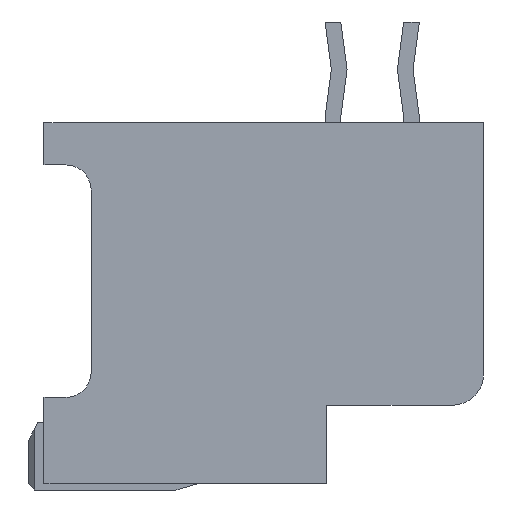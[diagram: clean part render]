
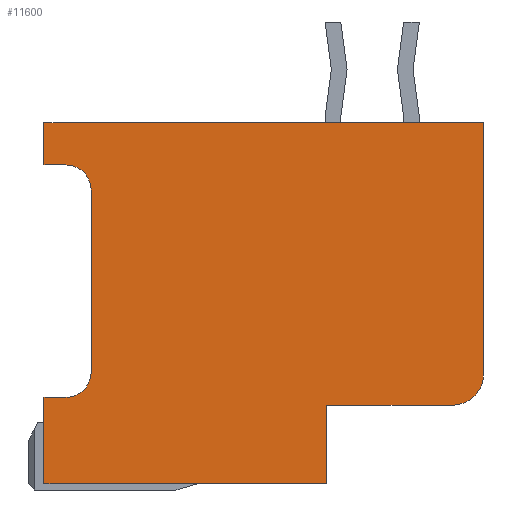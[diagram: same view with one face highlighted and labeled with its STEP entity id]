
A CAD part, left-side view. The second image highlights one B-rep face of the part: STEP entity #11600.
In plain terms, the highlighted planar face has unit normal (-1, 0, 0).
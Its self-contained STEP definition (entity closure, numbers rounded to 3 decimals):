
#3992=DIRECTION('',(0.,-1.,0.));
#3993=VECTOR('',#3992,14.);
#3994=CARTESIAN_POINT('',(-5.7,7.,5.05));
#3995=LINE('',#3994,#3993);
#3996=DIRECTION('',(0.,0.,-1.));
#3997=VECTOR('',#3996,8.);
#3998=CARTESIAN_POINT('',(-5.7,-7.,5.05));
#3999=LINE('',#3998,#3997);
#4000=CARTESIAN_POINT('',(-5.7,-6.,-2.95));
#4001=DIRECTION('',(1.,0.,0.));
#4002=DIRECTION('',(0.,-1.,0.));
#4003=AXIS2_PLACEMENT_3D('',#4000,#4001,#4002);
#4005=DIRECTION('',(0.,1.,0.));
#4006=VECTOR('',#4005,4.);
#4007=CARTESIAN_POINT('',(-5.7,-6.,-3.95));
#4008=LINE('',#4007,#4006);
#4009=DIRECTION('',(0.,0.,-1.));
#4010=VECTOR('',#4009,2.5);
#4011=CARTESIAN_POINT('',(-5.7,-2.,-3.95));
#4012=LINE('',#4011,#4010);
#4013=DIRECTION('',(0.,1.,0.));
#4014=VECTOR('',#4013,9.);
#4015=CARTESIAN_POINT('',(-5.7,-2.,-6.45));
#4016=LINE('',#4015,#4014);
#4017=DIRECTION('',(0.,0.,1.));
#4018=VECTOR('',#4017,2.75);
#4019=CARTESIAN_POINT('',(-5.7,7.,-6.45));
#4020=LINE('',#4019,#4018);
#4021=DIRECTION('',(0.,-1.,0.));
#4022=VECTOR('',#4021,0.7);
#4023=CARTESIAN_POINT('',(-5.7,7.,-3.7));
#4024=LINE('',#4023,#4022);
#4025=CARTESIAN_POINT('',(-5.7,6.3,-2.9));
#4026=DIRECTION('',(-1.,0.,0.));
#4027=DIRECTION('',(0.,0.,-1.));
#4028=AXIS2_PLACEMENT_3D('',#4025,#4026,#4027);
#4030=DIRECTION('',(0.,0.,1.));
#4031=VECTOR('',#4030,5.8);
#4032=CARTESIAN_POINT('',(-5.7,5.5,-2.9));
#4033=LINE('',#4032,#4031);
#4034=CARTESIAN_POINT('',(-5.7,6.3,2.9));
#4035=DIRECTION('',(-1.,0.,0.));
#4036=DIRECTION('',(0.,-1.,0.));
#4037=AXIS2_PLACEMENT_3D('',#4034,#4035,#4036);
#4039=DIRECTION('',(0.,1.,0.));
#4040=VECTOR('',#4039,0.7);
#4041=CARTESIAN_POINT('',(-5.7,6.3,3.7));
#4042=LINE('',#4041,#4040);
#4043=DIRECTION('',(0.,0.,1.));
#4044=VECTOR('',#4043,1.35);
#4045=CARTESIAN_POINT('',(-5.7,7.,3.7));
#4046=LINE('',#4045,#4044);
#4567=CARTESIAN_POINT('',(-5.7,7.,5.05));
#4568=CARTESIAN_POINT('',(-5.7,-7.,5.05));
#4569=VERTEX_POINT('',#4567);
#4570=VERTEX_POINT('',#4568);
#4571=CARTESIAN_POINT('',(-5.7,-7.,-2.95));
#4572=VERTEX_POINT('',#4571);
#4573=CARTESIAN_POINT('',(-5.7,-6.,-3.95));
#4574=VERTEX_POINT('',#4573);
#4575=CARTESIAN_POINT('',(-5.7,-2.,-3.95));
#4576=VERTEX_POINT('',#4575);
#4577=CARTESIAN_POINT('',(-5.7,-2.,-6.45));
#4578=VERTEX_POINT('',#4577);
#4579=CARTESIAN_POINT('',(-5.7,7.,-6.45));
#4580=VERTEX_POINT('',#4579);
#4581=CARTESIAN_POINT('',(-5.7,7.,-3.7));
#4582=VERTEX_POINT('',#4581);
#4597=CARTESIAN_POINT('',(-5.7,6.3,-3.7));
#4598=VERTEX_POINT('',#4597);
#4599=CARTESIAN_POINT('',(-5.7,5.5,-2.9));
#4600=VERTEX_POINT('',#4599);
#4601=CARTESIAN_POINT('',(-5.7,5.5,2.9));
#4602=VERTEX_POINT('',#4601);
#4603=CARTESIAN_POINT('',(-5.7,6.3,3.7));
#4604=VERTEX_POINT('',#4603);
#4605=CARTESIAN_POINT('',(-5.7,7.,3.7));
#4606=VERTEX_POINT('',#4605);
#11580=CARTESIAN_POINT('',(-5.7,0.,0.));
#11581=DIRECTION('',(1.,0.,0.));
#11582=DIRECTION('',(0.,0.,-1.));
#11583=AXIS2_PLACEMENT_3D('',#11580,#11581,#11582);
#11584=PLANE('',#11583);
#11585=ORIENTED_EDGE('',*,*,#11574,.T.);
#11586=ORIENTED_EDGE('',*,*,#11385,.T.);
#11587=ORIENTED_EDGE('',*,*,#11347,.T.);
#11588=ORIENTED_EDGE('',*,*,#11320,.T.);
#11589=ORIENTED_EDGE('',*,*,#7973,.T.);
#11590=ORIENTED_EDGE('',*,*,#8120,.T.);
#11591=ORIENTED_EDGE('',*,*,#8153,.T.);
#11592=ORIENTED_EDGE('',*,*,#8490,.T.);
#11593=ORIENTED_EDGE('',*,*,#8519,.T.);
#11594=ORIENTED_EDGE('',*,*,#8722,.T.);
#11595=ORIENTED_EDGE('',*,*,#8751,.T.);
#11596=ORIENTED_EDGE('',*,*,#8794,.T.);
#11597=ORIENTED_EDGE('',*,*,#9124,.T.);
#11598=EDGE_LOOP('',(#11585,#11586,#11587,#11588,#11589,#11590,#11591,#11592,
#11593,#11594,#11595,#11596,#11597));
#11599=FACE_OUTER_BOUND('',#11598,.F.);
#11600=ADVANCED_FACE('',(#11599),#11584,.F.);
#4004=CIRCLE('',#4003,1.);
#4029=CIRCLE('',#4028,0.8);
#4038=CIRCLE('',#4037,0.8);
#7973=EDGE_CURVE('',#4576,#4578,#4012,.T.);
#8120=EDGE_CURVE('',#4578,#4580,#4016,.T.);
#8153=EDGE_CURVE('',#4580,#4582,#4020,.T.);
#8490=EDGE_CURVE('',#4582,#4598,#4024,.T.);
#8519=EDGE_CURVE('',#4598,#4600,#4029,.T.);
#8722=EDGE_CURVE('',#4600,#4602,#4033,.T.);
#8751=EDGE_CURVE('',#4602,#4604,#4038,.T.);
#8794=EDGE_CURVE('',#4604,#4606,#4042,.T.);
#9124=EDGE_CURVE('',#4606,#4569,#4046,.T.);
#11320=EDGE_CURVE('',#4574,#4576,#4008,.T.);
#11347=EDGE_CURVE('',#4572,#4574,#4004,.T.);
#11385=EDGE_CURVE('',#4570,#4572,#3999,.T.);
#11574=EDGE_CURVE('',#4569,#4570,#3995,.T.);
